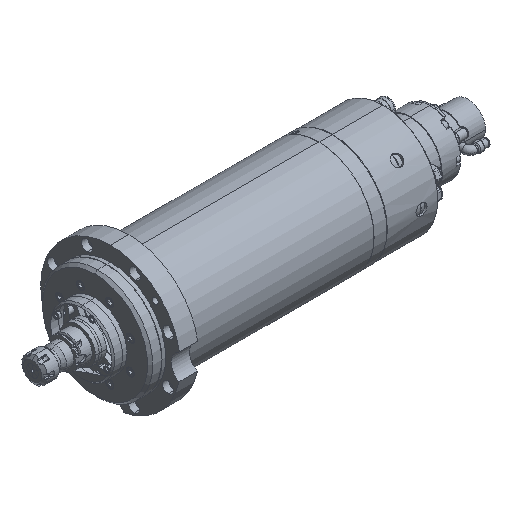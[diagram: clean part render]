
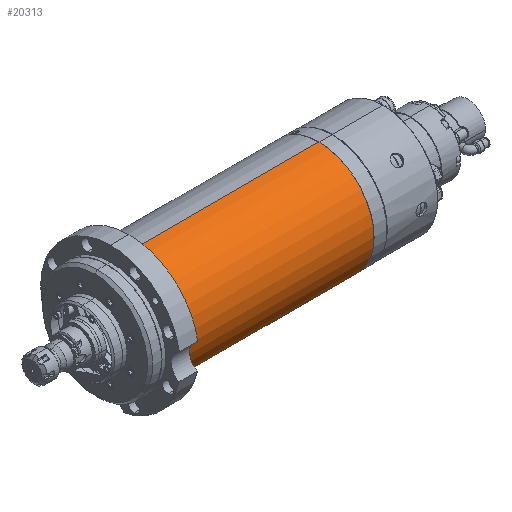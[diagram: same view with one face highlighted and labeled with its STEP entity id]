
A CAD part, isometric view. The second image highlights one B-rep face of the part: STEP entity #20313.
In plain terms, the highlighted cylindrical face has radius 75 mm (diameter 150 mm), a partial arc.
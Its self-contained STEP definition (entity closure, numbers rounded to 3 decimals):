
#20313 = ADVANCED_FACE ( 'NONE', ( #36622 ), #36625, .T. ) ;
#20314 = ORIENTED_EDGE ( 'NONE', *, *, #20317, .T. ) ;
#20315 = ORIENTED_EDGE ( 'NONE', *, *, #20327, .F. ) ;
#20317 = EDGE_CURVE ( 'NONE', #20325, #20356, #36621, .T. ) ;
#20318 = EDGE_LOOP ( 'NONE', ( #20315, #20314, #20319, #20394 ) ) ;
#20319 = ORIENTED_EDGE ( 'NONE', *, *, #20353, .T. ) ;
#20325 = VERTEX_POINT ( 'NONE', #36604 ) ;
#20327 = EDGE_CURVE ( 'NONE', #20325, #20328, #36597, .T. ) ;
#20328 = VERTEX_POINT ( 'NONE', #36592 ) ;
#20331 = VERTEX_POINT ( 'NONE', #36598 ) ;
#20353 = EDGE_CURVE ( 'NONE', #20356, #20331, #36801, .T. ) ;
#20356 = VERTEX_POINT ( 'NONE', #36699 ) ;
#20394 = ORIENTED_EDGE ( 'NONE', *, *, #20397, .F. ) ;
#20397 = EDGE_CURVE ( 'NONE', #20328, #20331, #36784, .T. ) ;
#36589 = DIRECTION ( 'NONE',  ( -1., 0., 0. ) ) ;
#36590 = VECTOR ( 'NONE', #36589, 1000. ) ;
#36591 = CARTESIAN_POINT ( 'NONE',  ( -25., 0., -75. ) ) ;
#36592 = CARTESIAN_POINT ( 'NONE',  ( 0., 0., -75. ) ) ;
#36597 = LINE ( 'NONE', #36591, #36590 ) ;
#36598 = CARTESIAN_POINT ( 'NONE',  ( 0., 0., 75. ) ) ;
#36604 = CARTESIAN_POINT ( 'NONE',  ( 251.5, 0., -75. ) ) ;
#36611 = DIRECTION ( 'NONE',  ( 0., 0., 1. ) ) ;
#36612 = DIRECTION ( 'NONE',  ( -1., 0., 0. ) ) ;
#36613 = CARTESIAN_POINT ( 'NONE',  ( 251.5, 0., 0. ) ) ;
#36614 = AXIS2_PLACEMENT_3D ( 'NONE', #36613, #36612, #36611 ) ;
#36620 = AXIS2_PLACEMENT_3D ( 'NONE', #36630, #36629, #36628 ) ;
#36621 = CIRCLE ( 'NONE', #36614, 75. ) ;
#36622 = FACE_OUTER_BOUND ( 'NONE', #20318, .T. ) ;
#36625 = CYLINDRICAL_SURFACE ( 'NONE', #36620, 75. ) ;
#36628 = DIRECTION ( 'NONE',  ( 0., 0., 1. ) ) ;
#36629 = DIRECTION ( 'NONE',  ( -1., 0., 0. ) ) ;
#36630 = CARTESIAN_POINT ( 'NONE',  ( -25., 0., 0. ) ) ;
#36699 = CARTESIAN_POINT ( 'NONE',  ( 251.5, 0., 75. ) ) ;
#36711 = VECTOR ( 'NONE', #36793, 1000. ) ;
#36737 = DIRECTION ( 'NONE',  ( 0., 0., 1. ) ) ;
#36778 = AXIS2_PLACEMENT_3D ( 'NONE', #36779, #36809, #36737 ) ;
#36779 = CARTESIAN_POINT ( 'NONE',  ( 0., 0., 0. ) ) ;
#36784 = CIRCLE ( 'NONE', #36778, 75. ) ;
#36793 = DIRECTION ( 'NONE',  ( -1., 0., 0. ) ) ;
#36794 = CARTESIAN_POINT ( 'NONE',  ( -25., 0., 75. ) ) ;
#36801 = LINE ( 'NONE', #36794, #36711 ) ;
#36809 = DIRECTION ( 'NONE',  ( -1., 0., 0. ) ) ;
